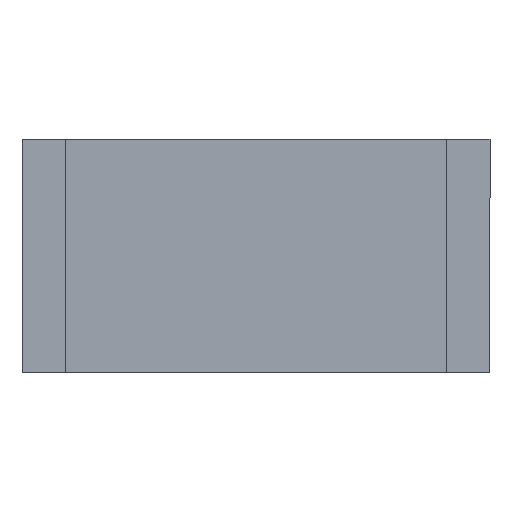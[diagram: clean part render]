
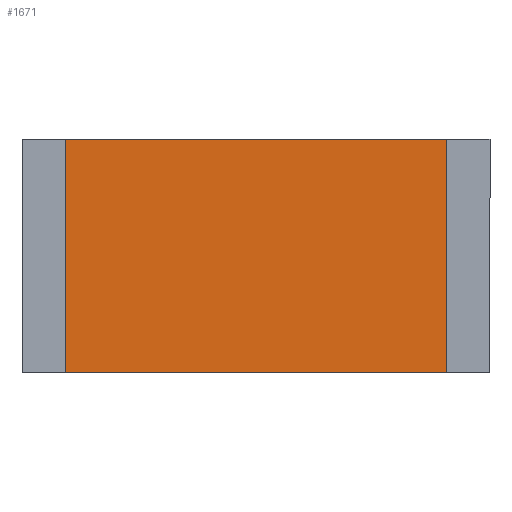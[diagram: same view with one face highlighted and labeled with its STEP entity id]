
A CAD part, front view. The second image highlights one B-rep face of the part: STEP entity #1671.
In plain terms, the highlighted planar face has unit normal (0, -1, 0).
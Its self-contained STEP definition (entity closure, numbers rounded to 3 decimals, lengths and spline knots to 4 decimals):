
#167=FACE_OUTER_BOUND('',#260,.T.);
#260=EDGE_LOOP('',(#1130,#1131,#1132,#1133));
#353=LINE('',#2147,#526);
#357=LINE('',#2155,#530);
#360=LINE('',#2161,#533);
#363=LINE('',#2166,#536);
#526=VECTOR('',#1836,6.36);
#530=VECTOR('',#1842,3.2);
#533=VECTOR('',#1847,6.36);
#536=VECTOR('',#1852,3.2);
#699=VERTEX_POINT('',#2145);
#700=VERTEX_POINT('',#2146);
#703=VERTEX_POINT('',#2154);
#705=VERTEX_POINT('',#2160);
#865=EDGE_CURVE('',#699,#700,#353,.T.);
#869=EDGE_CURVE('',#700,#703,#357,.T.);
#872=EDGE_CURVE('',#703,#705,#360,.T.);
#875=EDGE_CURVE('',#705,#699,#363,.T.);
#1130=ORIENTED_EDGE('',*,*,#875,.T.);
#1131=ORIENTED_EDGE('',*,*,#865,.T.);
#1132=ORIENTED_EDGE('',*,*,#869,.T.);
#1133=ORIENTED_EDGE('',*,*,#872,.T.);
#1616=PLANE('',#1768);
#1671=ADVANCED_FACE('',(#167),#1616,.T.);
#1768=AXIS2_PLACEMENT_3D('',#2168,#1854,#1855);
#1836=DIRECTION('',(1.,0.,0.));
#1842=DIRECTION('',(0.,0.,1.));
#1847=DIRECTION('',(-1.,0.,0.));
#1852=DIRECTION('',(0.,0.,-1.));
#1854=DIRECTION('center_axis',(0.,-1.,0.));
#1855=DIRECTION('ref_axis',(0.,0.,-1.));
#2145=CARTESIAN_POINT('',(-3.18,0.,-1.6));
#2146=CARTESIAN_POINT('',(3.18,0.,-1.6));
#2147=CARTESIAN_POINT('',(-3.18,0.,-1.6));
#2154=CARTESIAN_POINT('',(3.18,0.,1.6));
#2155=CARTESIAN_POINT('',(3.18,0.,-1.6));
#2160=CARTESIAN_POINT('',(-3.18,0.,1.6));
#2161=CARTESIAN_POINT('',(3.18,0.,1.6));
#2166=CARTESIAN_POINT('',(-3.18,0.,1.6));
#2168=CARTESIAN_POINT('Origin',(0.,0.,0.));
